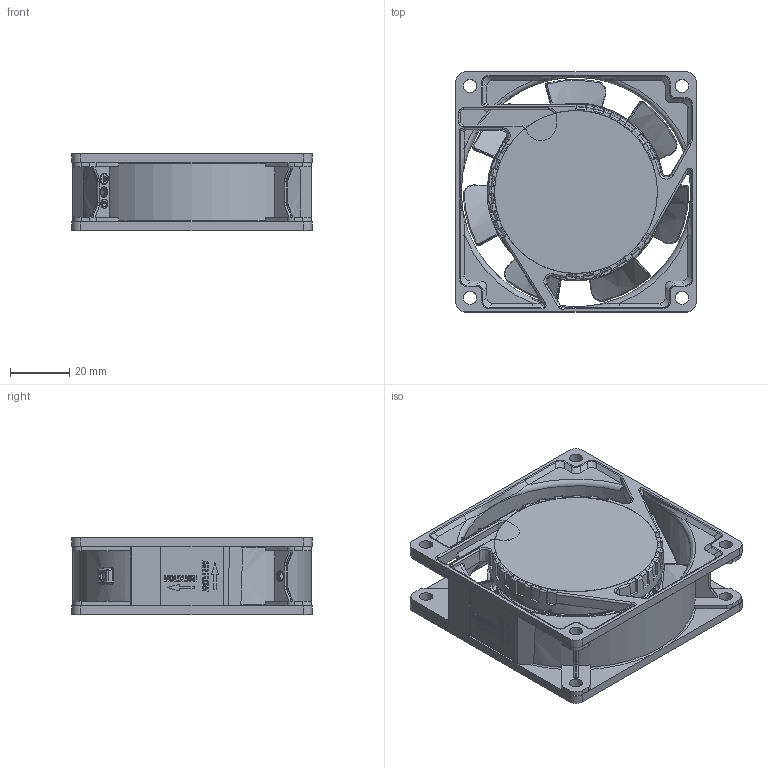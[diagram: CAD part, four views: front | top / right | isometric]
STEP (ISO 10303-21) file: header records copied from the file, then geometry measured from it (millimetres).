
FILE_DESCRIPTION(/* description */ (''),/* implementation_level */ '2;1');
FILE_NAME(/* name */ '4b50ba62-f3a3-4ccd-ac26-6cedbbc9378c.stp',/* time_stamp */ '2022-12-20T10:45:39Z',/* author */ (''),/* organization */ (''),/* preprocessor_version */ 'ST-DEVELOPER v19.2',/* originating_system */ 'Autodesk Translation Framework v11.17.0.187',/* authorisation */ '');
FILE_SCHEMA (('AUTOMOTIVE_DESIGN { 1 0 10303 214 3 1 1 }'));
Products named in the file (1): G0825-A22X-7PBHL
Bounding box: 81 x 81 x 26.1 mm (x, y, z)
Volume: 75696.1 mm3; surface area: 51855.9 mm2
Topology: 2 solids, 2 shells, 1112 faces, 2994 edges, 1925 vertices
Faces by surface type: plane 410, bspline 355, cylinder 247, torus 75, cone 21, sphere 4
Full cylindrical faces by diameter (mm): 2 x1, 3.171 x2, 3.5 x2, 3.57 x2, 3.9 x2, 4.4 x8, 52.464 x14, 53.871 x15, 55 x1, 58 x1, 77.5 x1
Entity records: 48254 total; most frequent: CARTESIAN_POINT 22783, ORIENTED_EDGE 5988, DIRECTION 4236, EDGE_CURVE 2994, VERTEX_POINT 1925, AXIS2_PLACEMENT_3D 1466, LINE 1304, VECTOR 1304
